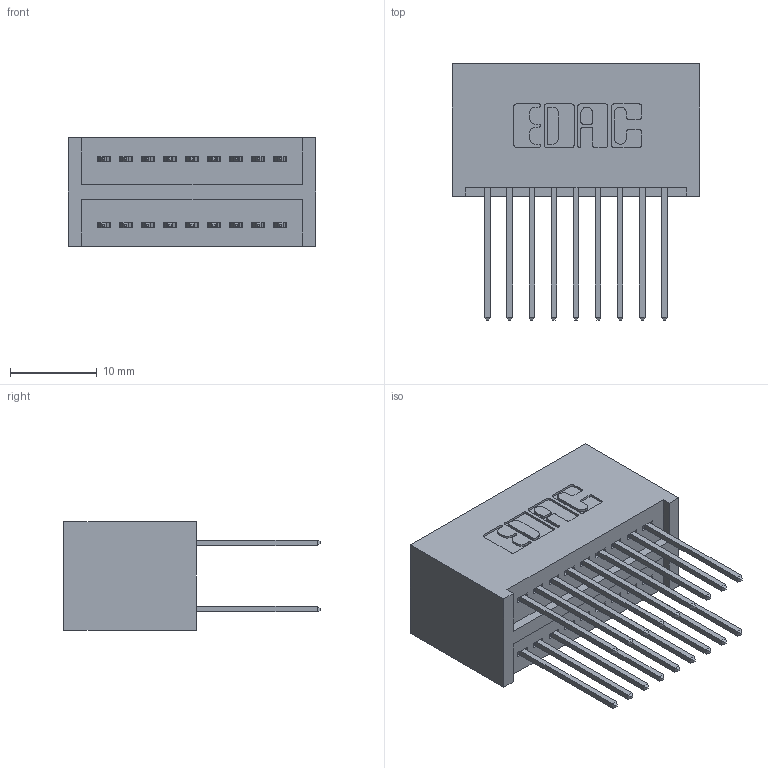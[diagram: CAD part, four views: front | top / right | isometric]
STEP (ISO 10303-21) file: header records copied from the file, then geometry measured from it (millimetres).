
FILE_DESCRIPTION (( 'STEP AP203' ), '1' );
FILE_NAME ('325-018-540-201.STEP', '2020-02-24T16:44:22', ( '' ), ( '' ), 'SwSTEP 2.0', 'SolidWorks 2016', '' );
FILE_SCHEMA (( 'CONFIG_CONTROL_DESIGN' ));
Length unit declared in the file: inch
Products named in the file (3): 325-292-001_325-293-140; 325-018-540-201; 325 Part_Lugless
Assembly tree (19 placements, depth 2):
  325-018-540-201
    325 Part_Lugless
    325-292-001_325-293-140  x18
Bounding box: 28.5 x 29.46 x 12.45 mm (x, y, z)
Volume: 4057.4 mm3; surface area: 5114.2 mm2
Topology: 19 solids, 19 shells, 1042 faces, 3077 edges, 2026 vertices
Faces by surface type: plane 714, cylinder 328
Entity records: 9799 total; most frequent: CARTESIAN_POINT 1662, ORIENTED_EDGE 1598, DIRECTION 1471, EDGE_CURVE 799, VECTOR 679, LINE 679, VERTEX_POINT 530, AXIS2_PLACEMENT_3D 396
